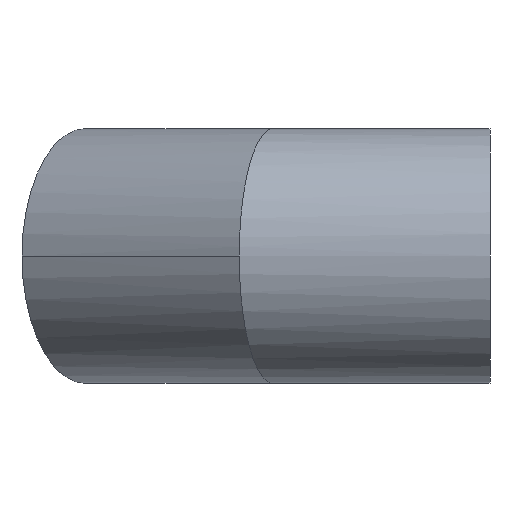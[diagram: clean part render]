
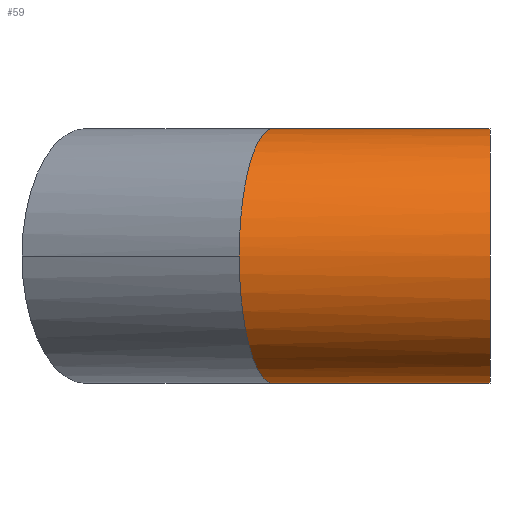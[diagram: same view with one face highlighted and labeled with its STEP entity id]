
A CAD part, left-side view. The second image highlights one B-rep face of the part: STEP entity #59.
In plain terms, the highlighted cylindrical face has radius 140 mm (diameter 280 mm), a partial arc.
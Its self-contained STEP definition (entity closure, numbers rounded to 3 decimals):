
#8 = VERTEX_POINT ( 'NONE', #137 ) ;
#9 = EDGE_CURVE ( 'NONE', #74, #8, #225, .T. ) ;
#15 = CARTESIAN_POINT ( 'NONE',  ( 0., 237.939, 140. ) ) ;
#23 = CARTESIAN_POINT ( 'NONE',  ( -140., 275.452, -82.01 ) ) ;
#35 = CARTESIAN_POINT ( 'NONE',  ( 0., 0., 140. ) ) ;
#44 = CARTESIAN_POINT ( 'NONE',  ( -140., 275.452, 0. ) ) ;
#59 = ADVANCED_FACE ( 'NONE', ( #230 ), #327, .T. ) ;
#65 = DIRECTION ( 'NONE',  ( 0., 1., 0. ) ) ;
#66 = EDGE_CURVE ( 'NONE', #198, #8, #334, .T. ) ;
#74 = VERTEX_POINT ( 'NONE', #153 ) ;
#78 = CARTESIAN_POINT ( 'NONE',  ( 0., 0., -140. ) ) ;
#101 = CARTESIAN_POINT ( 'NONE',  ( 0., 0., 140. ) ) ;
#116 = CIRCLE ( 'NONE', #212, 140. ) ;
#117 = CARTESIAN_POINT ( 'NONE',  ( 0., 0., 0. ) ) ;
#130 = CARTESIAN_POINT ( 'NONE',  ( 0., 237.939, 140. ) ) ;
#137 = CARTESIAN_POINT ( 'NONE',  ( 0., 237.939, -140. ) ) ;
#138 = EDGE_CURVE ( 'NONE', #344, #198, #305, .T. ) ;
#144 = CARTESIAN_POINT ( 'NONE',  ( 0., 0., 0. ) ) ;
#147 = CARTESIAN_POINT ( 'NONE',  ( -140., 275.452, 0. ) ) ;
#151 = CARTESIAN_POINT ( 'NONE',  ( -82.01, 259.913, 140. ) ) ;
#153 = CARTESIAN_POINT ( 'NONE',  ( 0., 0., -140. ) ) ;
#171 = ORIENTED_EDGE ( 'NONE', *, *, #353, .T. ) ;
#173 = CARTESIAN_POINT ( 'NONE',  ( 0., 237.939, -140. ) ) ;
#174 = AXIS2_PLACEMENT_3D ( 'NONE', #117, #380, #231 ) ;
#176 = EDGE_CURVE ( 'NONE', #74, #354, #116, .T. ) ;
#198 = VERTEX_POINT ( 'NONE', #44 ) ;
#204 = ORIENTED_EDGE ( 'NONE', *, *, #9, .F. ) ;
#207 = CARTESIAN_POINT ( 'NONE',  ( -140., 275.452, 0. ) ) ;
#212 = AXIS2_PLACEMENT_3D ( 'NONE', #144, #258, #350 ) ;
#218 = LINE ( 'NONE', #35, #377 ) ;
#225 = LINE ( 'NONE', #78, #300 ) ;
#229 = DIRECTION ( 'NONE',  ( 0., 1., 0. ) ) ;
#230 = FACE_OUTER_BOUND ( 'NONE', #264, .T. ) ;
#231 = DIRECTION ( 'NONE',  ( 0., 0., 1. ) ) ;
#258 = DIRECTION ( 'NONE',  ( 0., 1., 0. ) ) ;
#264 = EDGE_LOOP ( 'NONE', ( #204, #343, #171, #280, #312 ) ) ;
#280 = ORIENTED_EDGE ( 'NONE', *, *, #138, .T. ) ;
#300 = VECTOR ( 'NONE', #229, 1000. ) ;
#305 =( BOUNDED_CURVE ( )  B_SPLINE_CURVE ( 3, ( #15, #151, #355, #147 ),
 .UNSPECIFIED., .F., .F. ) 
 B_SPLINE_CURVE_WITH_KNOTS ( ( 4, 4 ),
 ( 4.712, 6.283 ),
 .UNSPECIFIED. ) 
 CURVE ( )  GEOMETRIC_REPRESENTATION_ITEM ( )  RATIONAL_B_SPLINE_CURVE ( ( 1., 0.805, 0.805, 1. ) ) 
 REPRESENTATION_ITEM ( '' )  );
#312 = ORIENTED_EDGE ( 'NONE', *, *, #66, .T. ) ;
#324 = CARTESIAN_POINT ( 'NONE',  ( -82.01, 259.913, -140. ) ) ;
#327 = CYLINDRICAL_SURFACE ( 'NONE', #174, 140. ) ;
#334 =( BOUNDED_CURVE ( )  B_SPLINE_CURVE ( 3, ( #207, #23, #324, #173 ),
 .UNSPECIFIED., .F., .F. ) 
 B_SPLINE_CURVE_WITH_KNOTS ( ( 4, 4 ),
 ( 0., 1.571 ),
 .UNSPECIFIED. ) 
 CURVE ( )  GEOMETRIC_REPRESENTATION_ITEM ( )  RATIONAL_B_SPLINE_CURVE ( ( 1., 0.805, 0.805, 1. ) ) 
 REPRESENTATION_ITEM ( '' )  );
#343 = ORIENTED_EDGE ( 'NONE', *, *, #176, .T. ) ;
#344 = VERTEX_POINT ( 'NONE', #130 ) ;
#350 = DIRECTION ( 'NONE',  ( 0., 0., 1. ) ) ;
#353 = EDGE_CURVE ( 'NONE', #354, #344, #218, .T. ) ;
#354 = VERTEX_POINT ( 'NONE', #101 ) ;
#355 = CARTESIAN_POINT ( 'NONE',  ( -140., 275.452, 82.01 ) ) ;
#377 = VECTOR ( 'NONE', #65, 1000. ) ;
#380 = DIRECTION ( 'NONE',  ( 0., 1., 0. ) ) ;
